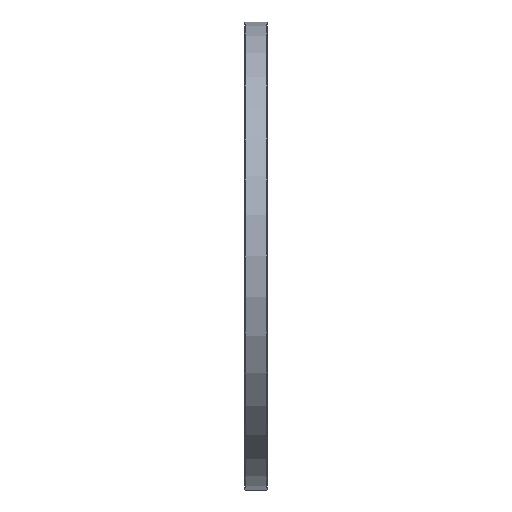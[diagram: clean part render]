
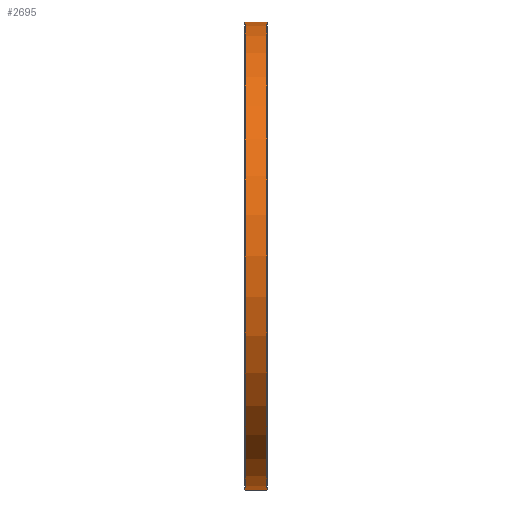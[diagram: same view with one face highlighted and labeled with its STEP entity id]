
A CAD part, left-side view. The second image highlights one B-rep face of the part: STEP entity #2695.
In plain terms, the highlighted cylindrical face has radius 167.5 mm (diameter 335 mm), a partial arc.
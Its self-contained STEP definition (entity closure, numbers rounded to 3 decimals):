
#20 = FACE_OUTER_BOUND ( 'NONE', #488, .T. ) ;
#51 = DIRECTION ( 'NONE',  ( 0., -1., 0. ) ) ;
#60 = LINE ( 'NONE', #657, #1276 ) ;
#112 = DIRECTION ( 'NONE',  ( 0., 0., -1. ) ) ;
#127 = DIRECTION ( 'NONE',  ( 0., -1., 0. ) ) ;
#148 = AXIS2_PLACEMENT_3D ( 'NONE', #403, #392, #377 ) ;
#155 = CARTESIAN_POINT ( 'NONE',  ( 0., 15.6, 0. ) ) ;
#171 = VERTEX_POINT ( 'NONE', #1863 ) ;
#259 = DIRECTION ( 'NONE',  ( 0., -1., 0. ) ) ;
#302 = EDGE_CURVE ( 'NONE', #2262, #2813, #1587, .T. ) ;
#377 = DIRECTION ( 'NONE',  ( 0., 0., 1. ) ) ;
#392 = DIRECTION ( 'NONE',  ( 0., 1., 0. ) ) ;
#403 = CARTESIAN_POINT ( 'NONE',  ( 0., 0.4, 0. ) ) ;
#488 = EDGE_LOOP ( 'NONE', ( #834, #727, #2691, #649 ) ) ;
#523 = DIRECTION ( 'NONE',  ( 0., 0., -1. ) ) ;
#649 = ORIENTED_EDGE ( 'NONE', *, *, #1067, .T. ) ;
#657 = CARTESIAN_POINT ( 'NONE',  ( 0., -12.074, -167.5 ) ) ;
#727 = ORIENTED_EDGE ( 'NONE', *, *, #302, .T. ) ;
#743 = CARTESIAN_POINT ( 'NONE',  ( 0., -12.074, 0. ) ) ;
#764 = AXIS2_PLACEMENT_3D ( 'NONE', #155, #127, #112 ) ;
#778 = DIRECTION ( 'NONE',  ( 0., -1., 0. ) ) ;
#781 = VECTOR ( 'NONE', #259, 1000. ) ;
#834 = ORIENTED_EDGE ( 'NONE', *, *, #1106, .F. ) ;
#1067 = EDGE_CURVE ( 'NONE', #1948, #171, #2560, .T. ) ;
#1106 = EDGE_CURVE ( 'NONE', #2262, #171, #1942, .T. ) ;
#1134 = CARTESIAN_POINT ( 'NONE',  ( 0., 15.6, -167.5 ) ) ;
#1276 = VECTOR ( 'NONE', #778, 1000. ) ;
#1397 = CARTESIAN_POINT ( 'NONE',  ( 0., 15.6, 167.5 ) ) ;
#1410 = EDGE_CURVE ( 'NONE', #2813, #1948, #60, .T. ) ;
#1545 = CYLINDRICAL_SURFACE ( 'NONE', #2667, 167.5 ) ;
#1550 = CARTESIAN_POINT ( 'NONE',  ( 0., 0.4, -167.5 ) ) ;
#1587 = CIRCLE ( 'NONE', #764, 167.5 ) ;
#1863 = CARTESIAN_POINT ( 'NONE',  ( 0., 0.4, 167.5 ) ) ;
#1942 = LINE ( 'NONE', #2432, #781 ) ;
#1948 = VERTEX_POINT ( 'NONE', #1550 ) ;
#2262 = VERTEX_POINT ( 'NONE', #1397 ) ;
#2432 = CARTESIAN_POINT ( 'NONE',  ( 0., -12.074, 167.5 ) ) ;
#2560 = CIRCLE ( 'NONE', #148, 167.5 ) ;
#2667 = AXIS2_PLACEMENT_3D ( 'NONE', #743, #51, #523 ) ;
#2691 = ORIENTED_EDGE ( 'NONE', *, *, #1410, .T. ) ;
#2695 = ADVANCED_FACE ( 'NONE', ( #20 ), #1545, .T. ) ;
#2813 = VERTEX_POINT ( 'NONE', #1134 ) ;
